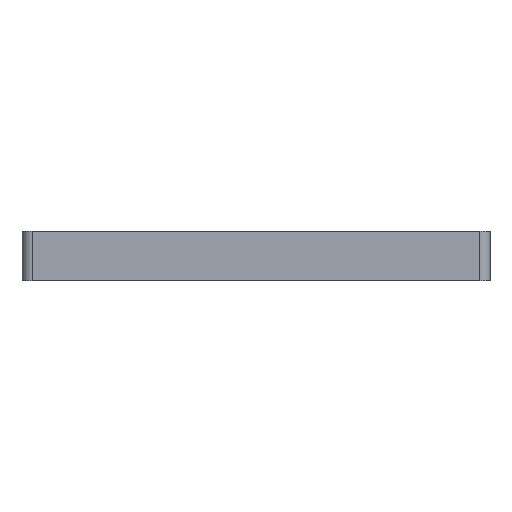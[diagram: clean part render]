
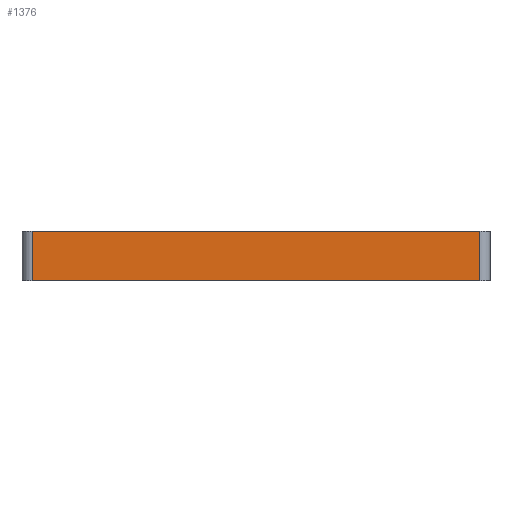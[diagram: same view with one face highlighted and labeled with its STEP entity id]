
A CAD part, front view. The second image highlights one B-rep face of the part: STEP entity #1376.
In plain terms, the highlighted planar face has unit normal (0, -1, 0).
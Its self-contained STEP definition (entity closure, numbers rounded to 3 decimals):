
#201=FACE_OUTER_BOUND('',#285,.T.);
#285=EDGE_LOOP('',(#1172,#1173,#1174,#1175));
#429=LINE('',#2283,#558);
#431=LINE('',#2289,#560);
#432=LINE('',#2291,#561);
#433=LINE('',#2292,#562);
#558=VECTOR('',#1876,10.);
#560=VECTOR('',#1882,10.);
#561=VECTOR('',#1883,10.);
#562=VECTOR('',#1884,10.);
#695=VERTEX_POINT('',#2280);
#696=VERTEX_POINT('',#2282);
#698=VERTEX_POINT('',#2288);
#699=VERTEX_POINT('',#2290);
#876=EDGE_CURVE('',#695,#696,#429,.T.);
#879=EDGE_CURVE('',#695,#698,#431,.F.);
#880=EDGE_CURVE('',#699,#698,#432,.T.);
#881=EDGE_CURVE('',#699,#696,#433,.T.);
#1172=ORIENTED_EDGE('',*,*,#876,.F.);
#1173=ORIENTED_EDGE('',*,*,#879,.T.);
#1174=ORIENTED_EDGE('',*,*,#880,.F.);
#1175=ORIENTED_EDGE('',*,*,#881,.T.);
#1316=PLANE('',#1517);
#1376=ADVANCED_FACE('',(#201),#1316,.T.);
#1517=AXIS2_PLACEMENT_3D('',#2287,#1880,#1881);
#1876=DIRECTION('',(0.,0.,-1.));
#1880=DIRECTION('center_axis',(0.,-1.,0.));
#1881=DIRECTION('ref_axis',(1.,0.,0.));
#1882=DIRECTION('',(1.,0.,0.));
#1883=DIRECTION('',(0.,0.,1.));
#1884=DIRECTION('',(1.,0.,0.));
#2280=CARTESIAN_POINT('',(43.3,-1.5,1.55));
#2282=CARTESIAN_POINT('',(43.3,-1.5,-3.3));
#2283=CARTESIAN_POINT('',(43.3,-1.5,-3.3));
#2287=CARTESIAN_POINT('Origin',(-1.5,-1.5,-3.3));
#2288=CARTESIAN_POINT('',(-0.5,-1.5,1.55));
#2289=CARTESIAN_POINT('',(9.95,-1.5,1.55));
#2290=CARTESIAN_POINT('',(-0.5,-1.5,-3.3));
#2291=CARTESIAN_POINT('',(-0.5,-1.5,-3.3));
#2292=CARTESIAN_POINT('',(-1.5,-1.5,-3.3));
